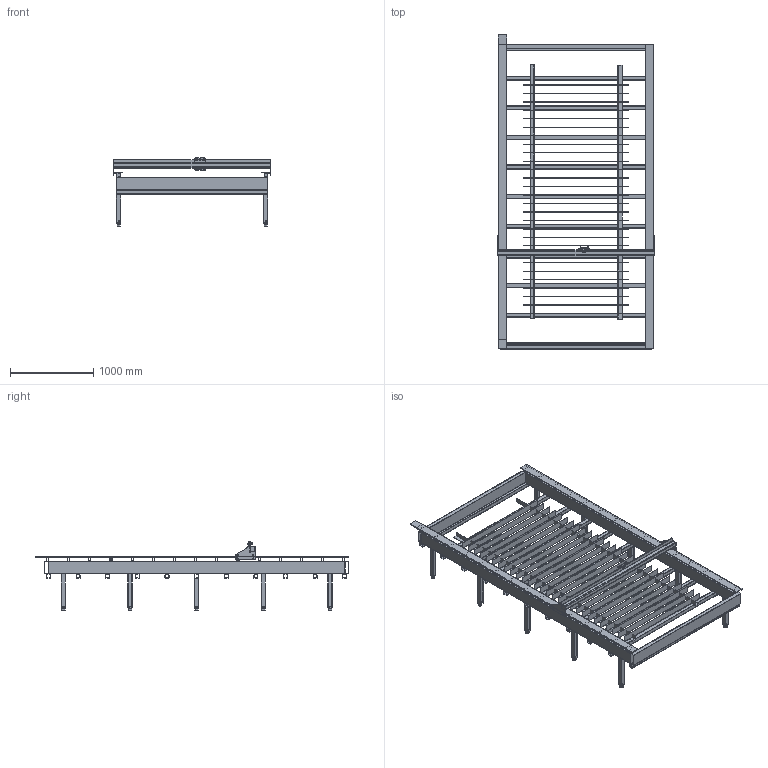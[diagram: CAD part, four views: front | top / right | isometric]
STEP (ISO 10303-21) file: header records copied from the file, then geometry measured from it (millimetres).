
FILE_DESCRIPTION(/* description */ (''),/* implementation_level */ '2;1');
FILE_NAME(/* name */ 'cnctt.stp',/* time_stamp */ '2016-03-03T14:21:29-05:00',/* author */ (''),/* organization */ (''),/* preprocessor_version */ 'ST-DEVELOPER v16',/* originating_system */ 'empty',/* authorisation */ '');
FILE_SCHEMA (('AP203_CONFIGURATION_CONTROLLED_3D_DESIGN_OF_MECHANICAL_PARTS_AND_ASSEMBLIES_MIM_LF { 1 0 10303 403 2 1 2}'));
Products named in the file (1): aaaa0AECA9F2h6fl
Bounding box: 1893.89 x 3768.7 x 823.01 mm (x, y, z)
Volume: 55320580.3 mm3; surface area: 28942658.5 mm2
Topology: 303 solids, 303 shells, 3404 faces, 8694 edges, 5444 vertices
Faces by surface type: plane 1580, cylinder 1130, bspline 334, cone 284, torus 48, sphere 28
Full cylindrical faces by diameter (mm): 22.225 x10
Entity records: 144944 total; most frequent: CARTESIAN_POINT 65165, ORIENTED_EDGE 16272, DIRECTION 15638, EDGE_CURVE 8136, AXIS2_PLACEMENT_3D 5563, VERTEX_POINT 5410, LINE 4512, VECTOR 4512
